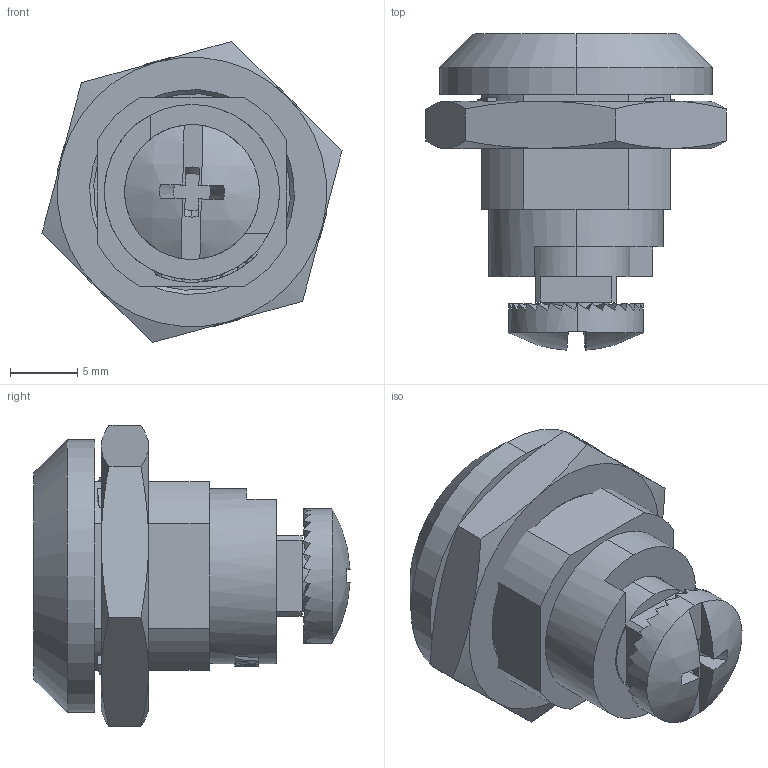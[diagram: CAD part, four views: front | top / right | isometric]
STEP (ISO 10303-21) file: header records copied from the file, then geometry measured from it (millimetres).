
FILE_DESCRIPTION (( 'STEP AP214' ), '1' );
FILE_NAME ('066.1.2.42.00.STEP', '2017-08-09T10:27:16', ( '' ), ( '' ), 'SwSTEP 2.0', 'SolidWorks 2017', '' );
FILE_SCHEMA (( 'AUTOMOTIVE_DESIGN' ));
Length unit declared in the file: millimetre
Products named in the file (5): 4; 3; 2; 1; 066.1.2.42.00
Assembly tree (4 placements, depth 2):
  066.1.2.42.00
    1
    2
    3
    4
Bounding box: 22.27 x 23.46 x 22.34 mm (x, y, z)
Volume: 3762.6 mm3; surface area: 4058.6 mm2
Topology: 4 solids, 4 shells, 250 faces, 597 edges, 372 vertices
Faces by surface type: plane 136, cylinder 68, cone 27, bspline 17, sphere 2
Entity records: 9649 total; most frequent: CARTESIAN_POINT 4101, ORIENTED_EDGE 1194, DIRECTION 1041, EDGE_CURVE 597, AXIS2_PLACEMENT_3D 399, VERTEX_POINT 372, EDGE_LOOP 271, ADVANCED_FACE 250
